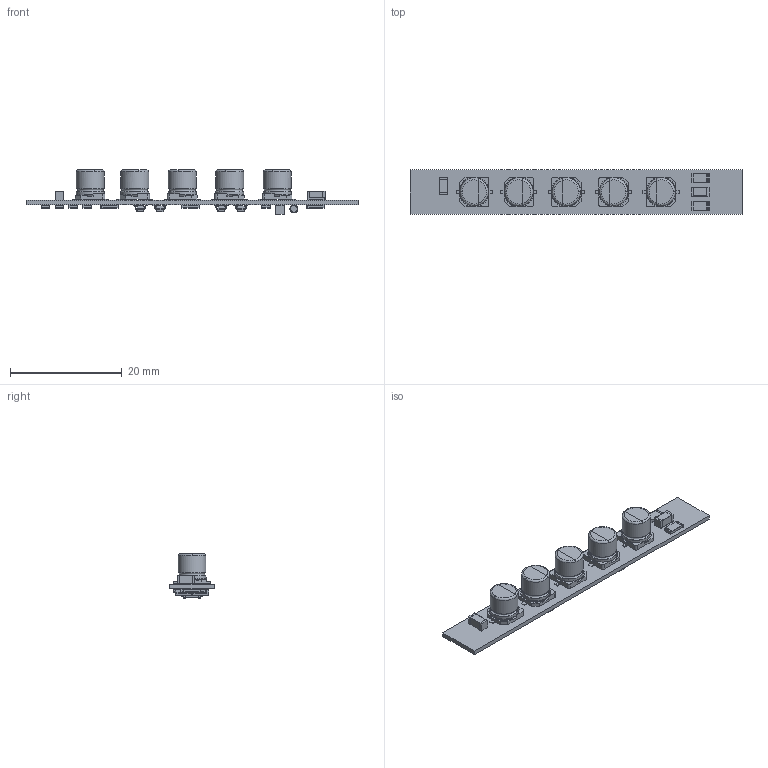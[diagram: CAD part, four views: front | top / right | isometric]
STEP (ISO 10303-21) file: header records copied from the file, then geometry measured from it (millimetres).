
FILE_DESCRIPTION(('KiCad electronic assembly'),'2;1');
FILE_NAME('main_board.step','2022-02-04T00:39:05',('Pcbnew'),('Kicad'), 'Open CASCADE STEP processor 7.5','KiCad to STEP converter','Unknown' );
FILE_SCHEMA(('AUTOMOTIVE_DESIGN { 1 0 10303 214 1 1 1 1 }'));
Length unit declared in the file: millimetre
Products named in the file (12): main_board 1; CP_Elec_5x5.4; SOLID; R_1206_3216Metric; C_1206_3216Metric; SOT-23; D_MiniMELF; main_board PCB
Assembly tree (32 placements, depth 3):
  main_board 1
    CP_Elec_5x5.4  x5
      SOLID
    R_1206_3216Metric  x13
      SOLID
    C_1206_3216Metric  x3
      SOLID
    SOT-23  x4
      SOLID
    D_MiniMELF
      SOLID
    main_board PCB
Bounding box: 59.5 x 8 x 7.9 mm (x, y, z)
Volume: 996.7 mm3; surface area: 2237.6 mm2
Topology: 27 solids, 27 shells, 950 faces, 2366 edges, 1485 vertices
Faces by surface type: bspline 944, plane 6
Entity records: 12536 total; most frequent: CARTESIAN_POINT 4975, B_SPLINE_CURVE_WITH_KNOTS 1120, ORIENTED_EDGE 908, PCURVE 908, DEFINITIONAL_REPRESENTATION 908, EDGE_CURVE 454, SURFACE_CURVE 441, VERTEX_POINT 283
